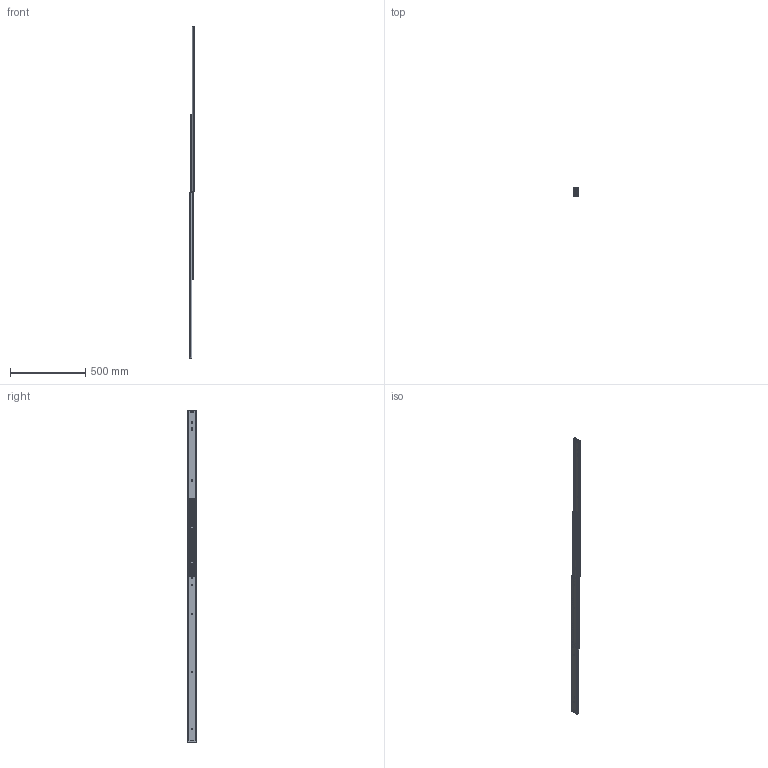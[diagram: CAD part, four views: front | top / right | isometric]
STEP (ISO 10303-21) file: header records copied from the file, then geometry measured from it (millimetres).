
FILE_DESCRIPTION(/* description */ ('Vollauszug Serie 048 1100x1112'),/* implementation_level */ '2;1');
FILE_NAME(/* name */ '07000067002.stp',/* time_stamp */ '2020-06-18T15:04:55+02:00',/* author */ ('Dennis Bruder'),/* organization */ (''),/* preprocessor_version */ 'ST-DEVELOPER v18',/* originating_system */ 'Autodesk Inventor 2020',/* authorisation */ '');
FILE_SCHEMA (('AUTOMOTIVE_DESIGN { 1 0 10303 214 3 1 1 }'));
Products named in the file (1): 07000067002
Bounding box: 36 x 57.38 x 2212 mm (x, y, z)
Volume: 677930.4 mm3; surface area: 875063.3 mm2
Topology: 164 solids, 164 shells, 6338 faces, 18568 edges, 12304 vertices
Faces by surface type: plane 2900, cylinder 1370, cone 844, torus 648, bspline 436, sphere 140
Full cylindrical faces by diameter (mm): 1.5 x4, 2.8 x8, 3.5 x12, 4 x8, 4.2 x16, 4.5 x10, 4.6 x10, 5 x2, 5.3 x2, 5.5 x2, 5.9 x4, 6 x2, 8 x8, 12 x4
Entity records: 274735 total; most frequent: CARTESIAN_POINT 108041, ORIENTED_EDGE 36560, DIRECTION 30066, EDGE_CURVE 18280, VERTEX_POINT 12304, AXIS2_PLACEMENT_3D 10637, LINE 8792, VECTOR 8792
